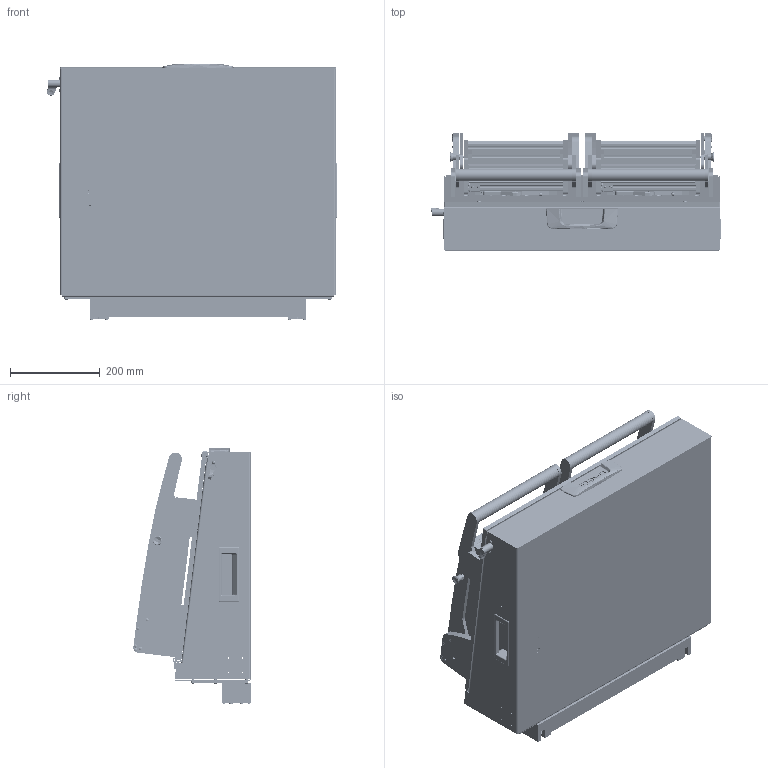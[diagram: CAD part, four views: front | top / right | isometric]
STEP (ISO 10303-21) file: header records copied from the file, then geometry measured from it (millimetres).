
FILE_DESCRIPTION (( 'STEP AP214' ), '1' );
FILE_NAME ('INGUN_33680.STEP', '2021-03-02T14:59:27', ( '' ), ( '' ), 'SwSTEP 2.0', 'SolidWorks 2018', '' );
FILE_SCHEMA (( 'AUTOMOTIVE_DESIGN' ));
Length unit declared in the file: millimetre
Products named in the file (119): 48726~2_S; ISO7380~n_M05,0x020; 32504~6_ohne RW und KF <S>; K_02038~0; DIN125~n_04,3 M04,0; 3366~0; DIN914~n_M04,0x05; 35150~0_S; DIN125~n_06,4 M06,0 Fase; DIN7991~n_M05,0x016; 111398~0_S; DIN6325~n_04,0m6x024; 11536~1; 110443~0_S; 110705~1_S; 31555~4_S; 29805~4_geschlossen<S>; 109128~0_S; 36201~3_S; 35662~11_S; 32333~12; 48727~1_S; 39892~6_KUNDE<S>; 30758~0_S; 30112~0; 53836~2_KUNDE<S>; 37188~1_S; 3521~0_Spring Pin ISO 8752 - 3 x 16 - St; DIN7991~n_M05,0x012; 55712~0_KUNDE<S>; ISO7380~n_M05,0x008; 53837~3_KUNDE<S>; ISO7380~n_M05,0x030; 40569~1_S; 110322~4_S; K_02037~0; 55713~1_KUNDE<S>; DIN6325~n_04,0m6x012; 30955~0_S; 108564~1_S ...
Assembly tree (335 placements, depth 6):
  INGUN_33680
    32300~4_KUNDE ohne RW und GF<S>
      32504~6_ohne RW und KF <S>
        32333~12
        21332~0_MA 2112<Standard>
          21332_02~0
          21332_01~0
        20902~0
        30758~0_S  x2
          30758_01~0_S
          30758_02~0_S
        53032~0_S
        32171~0_S
        32462~0_S
        29805~4_geschlossen<S>
          110322~4_S
          110705~1_S
          30984~0_S
          110231~1_S
          110443~0_S
          30112~0
          ISO7380~n_M05,0x030
          ISO7380~n_M04,0x008  x2
          DIN914~n_M04,0x05
        35334~0_S
        ISO7380~n_M04,0x012  x4
        DIN7991~n_M05,0x012  x2
        DIN7991~n_M05,0x016
        DIN985-A2~n_M05,0  x3
        8804~0
        DIN125~n_05,3 M05,0 Fase  x2
      40900~6_KUNDE<S>
        109779~0_S
          39945~10_S
          2281~0_180ø<Standard>  x3
            2281~0
          37188~1_S  x3
          53031~0_S
          DIN7991~n_M05,0x016  x20
          DIN7991~n_M05,0x020  x12
          DIN125~n_05,3 M05,0 Fase  x8
          DIN985-A2~n_M05,0  x8
          DIN6325~n_04,0m6x024  x2
          DIN6325~n_04,0m6x016  x4
          DIN7991~n_M03,0x016 VA  x4
          DIN912~n_M04,0x012  x2
          DIN6325~n_02,0m6x020  x2
          DIN6325~n_03,0m6x010  x8
          ISO7380~n_M05,0x008  x4
          36175~4_S  x2
          35662~11_S  x2
          35663~9_S  x2
          35649~1_S  x2
          37189~1_S  x2
          31253~0_S  x2
          30955~0_S  x2
          30915~0  x2
          ASR~-a-s-r_拱04,2x07x拌8  x4
          2528~0  x4
          31109~0  x2
Bounding box: 647.5 x 262.15 x 574.02 mm (x, y, z)
Volume: 8024858 mm3; surface area: 3938138.9 mm2
Topology: 393 solids, 393 shells, 9586 faces, 24063 edges, 15286 vertices
Faces by surface type: cylinder 4169, plane 3407, cone 1336, bspline 336, torus 182, sphere 156
Entity records: 141920 total; most frequent: CARTESIAN_POINT 32540, DIRECTION 21555, ORIENTED_EDGE 19570, EDGE_CURVE 9785, AXIS2_PLACEMENT_3D 8206, VERTEX_POINT 6305, LINE 5143, VECTOR 5143
